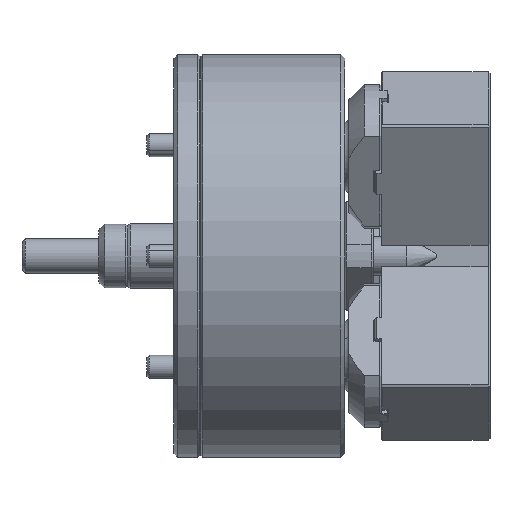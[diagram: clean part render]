
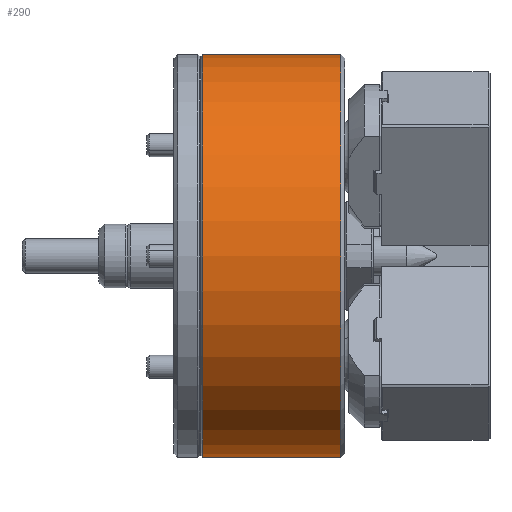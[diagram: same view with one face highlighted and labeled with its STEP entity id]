
A CAD part, front view. The second image highlights one B-rep face of the part: STEP entity #290.
In plain terms, the highlighted cylindrical face has radius 105 mm (diameter 210 mm), a partial arc.
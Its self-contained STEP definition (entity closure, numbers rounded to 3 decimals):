
#290 = ADVANCED_FACE ( 'NONE', ( #7824 ), #11152, .T. ) ;
#475 = VECTOR ( 'NONE', #8891, 1000. ) ;
#1582 = ORIENTED_EDGE ( 'NONE', *, *, #5449, .T. ) ;
#2167 = CIRCLE ( 'NONE', #12097, 105. ) ;
#2699 = CARTESIAN_POINT ( 'NONE',  ( 1., 0., 0. ) ) ;
#2924 = VECTOR ( 'NONE', #18377, 1000. ) ;
#5026 = CIRCLE ( 'NONE', #7387, 105. ) ;
#5449 = EDGE_CURVE ( 'NONE', #14275, #15875, #5026, .T. ) ;
#6597 = DIRECTION ( 'NONE',  ( -1., 0., 0. ) ) ;
#6770 = CARTESIAN_POINT ( 'NONE',  ( 1., 0., -105. ) ) ;
#6801 = LINE ( 'NONE', #10389, #2924 ) ;
#7387 = AXIS2_PLACEMENT_3D ( 'NONE', #2699, #10956, #12352 ) ;
#7824 = FACE_OUTER_BOUND ( 'NONE', #8297, .T. ) ;
#8297 = EDGE_LOOP ( 'NONE', ( #16584, #1582, #12816, #10484 ) ) ;
#8853 = CARTESIAN_POINT ( 'NONE',  ( 75.244, 0., 0. ) ) ;
#8891 = DIRECTION ( 'NONE',  ( 1., 0., 0. ) ) ;
#10086 = CARTESIAN_POINT ( 'NONE',  ( 73., 0., -105. ) ) ;
#10389 = CARTESIAN_POINT ( 'NONE',  ( 75.244, 0., 105. ) ) ;
#10484 = ORIENTED_EDGE ( 'NONE', *, *, #12513, .T. ) ;
#10662 = CARTESIAN_POINT ( 'NONE',  ( 75.244, 0., -105. ) ) ;
#10956 = DIRECTION ( 'NONE',  ( 1., 0., 0. ) ) ;
#10957 = CARTESIAN_POINT ( 'NONE',  ( 73., 0., 0. ) ) ;
#11152 = CYLINDRICAL_SURFACE ( 'NONE', #16334, 105. ) ;
#11616 = CARTESIAN_POINT ( 'NONE',  ( 73., 0., 105. ) ) ;
#12097 = AXIS2_PLACEMENT_3D ( 'NONE', #10957, #6597, #15861 ) ;
#12352 = DIRECTION ( 'NONE',  ( 0., 0., 1. ) ) ;
#12513 = EDGE_CURVE ( 'NONE', #12561, #12858, #2167, .T. ) ;
#12561 = VERTEX_POINT ( 'NONE', #10086 ) ;
#12816 = ORIENTED_EDGE ( 'NONE', *, *, #14995, .T. ) ;
#12858 = VERTEX_POINT ( 'NONE', #11616 ) ;
#14275 = VERTEX_POINT ( 'NONE', #16766 ) ;
#14995 = EDGE_CURVE ( 'NONE', #15875, #12561, #15813, .T. ) ;
#15813 = LINE ( 'NONE', #10662, #475 ) ;
#15861 = DIRECTION ( 'NONE',  ( 0., 0., -1. ) ) ;
#15875 = VERTEX_POINT ( 'NONE', #6770 ) ;
#16113 = EDGE_CURVE ( 'NONE', #14275, #12858, #6801, .T. ) ;
#16334 = AXIS2_PLACEMENT_3D ( 'NONE', #8853, #16695, #18571 ) ;
#16584 = ORIENTED_EDGE ( 'NONE', *, *, #16113, .F. ) ;
#16695 = DIRECTION ( 'NONE',  ( 1., 0., 0. ) ) ;
#16766 = CARTESIAN_POINT ( 'NONE',  ( 1., 0., 105. ) ) ;
#18377 = DIRECTION ( 'NONE',  ( 1., 0., 0. ) ) ;
#18571 = DIRECTION ( 'NONE',  ( 0., 0., -1. ) ) ;
